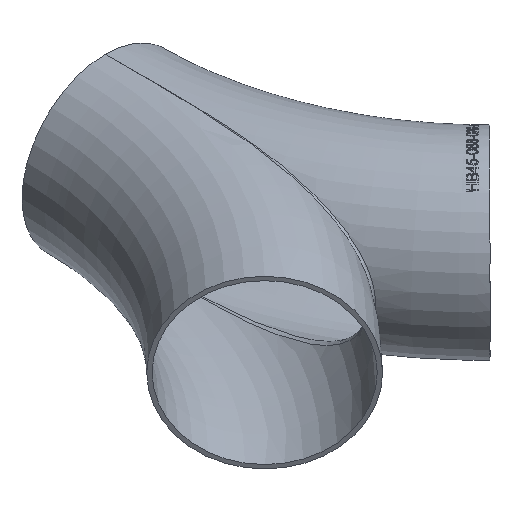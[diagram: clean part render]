
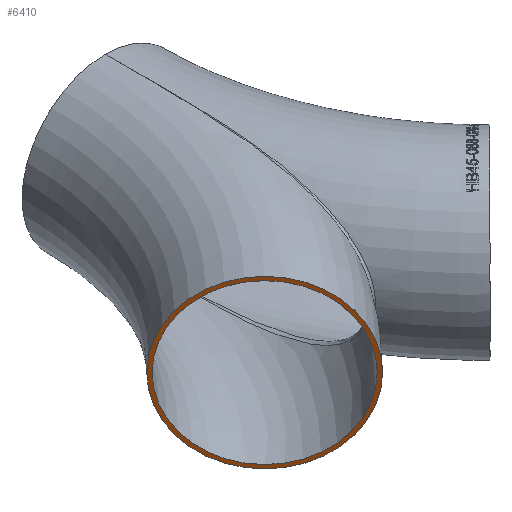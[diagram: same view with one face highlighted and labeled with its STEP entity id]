
A CAD part, isometric view. The second image highlights one B-rep face of the part: STEP entity #6410.
In plain terms, the highlighted planar face has unit normal (-0.707, -0.707, 0).
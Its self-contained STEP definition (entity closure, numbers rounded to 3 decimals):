
#788 = DIRECTION ( 'NONE',  ( -0.707, 0.707, 0. ) ) ;
#1527 = ORIENTED_EDGE ( 'NONE', *, *, #29045, .T. ) ;
#2536 = VERTEX_POINT ( 'NONE', #22772 ) ;
#2740 = CIRCLE ( 'NONE', #15922, 44.45 ) ;
#4059 = DIRECTION ( 'NONE',  ( 0., 0., 1. ) ) ;
#4397 = CIRCLE ( 'NONE', #19487, 42.45 ) ;
#6410 = ADVANCED_FACE ( 'NONE', ( #19855, #10524 ), #28295, .F. ) ;
#7656 = CARTESIAN_POINT ( 'NONE',  ( -60.043, -144.957, 0. ) ) ;
#8043 = CARTESIAN_POINT ( 'NONE',  ( -60.043, -144.957, 0. ) ) ;
#8307 = EDGE_LOOP ( 'NONE', ( #1527 ) ) ;
#10524 = FACE_OUTER_BOUND ( 'NONE', #19413, .T. ) ;
#11991 = CARTESIAN_POINT ( 'NONE',  ( -60.043, -144.957, 0. ) ) ;
#13406 = AXIS2_PLACEMENT_3D ( 'NONE', #8043, #21919, #4059 ) ;
#13732 = CARTESIAN_POINT ( 'NONE',  ( -60.043, -144.957, 44.45 ) ) ;
#15922 = AXIS2_PLACEMENT_3D ( 'NONE', #7656, #16507, #27357 ) ;
#16507 = DIRECTION ( 'NONE',  ( 0.707, 0.707, 0. ) ) ;
#19413 = EDGE_LOOP ( 'NONE', ( #21128 ) ) ;
#19487 = AXIS2_PLACEMENT_3D ( 'NONE', #11991, #21029, #788 ) ;
#19855 = FACE_BOUND ( 'NONE', #8307, .T. ) ;
#21029 = DIRECTION ( 'NONE',  ( 0.707, 0.707, 0. ) ) ;
#21128 = ORIENTED_EDGE ( 'NONE', *, *, #23294, .F. ) ;
#21919 = DIRECTION ( 'NONE',  ( 0.707, 0.707, 0. ) ) ;
#22772 = CARTESIAN_POINT ( 'NONE',  ( -90.06, -114.94, 0. ) ) ;
#23294 = EDGE_CURVE ( 'NONE', #27352, #27352, #2740, .T. ) ;
#27352 = VERTEX_POINT ( 'NONE', #13732 ) ;
#27357 = DIRECTION ( 'NONE',  ( 0., 0., 1. ) ) ;
#28295 = PLANE ( 'NONE',  #13406 ) ;
#29045 = EDGE_CURVE ( 'NONE', #2536, #2536, #4397, .T. ) ;
